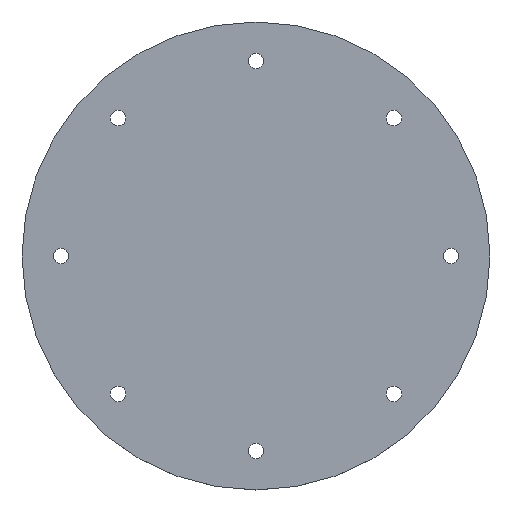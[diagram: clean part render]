
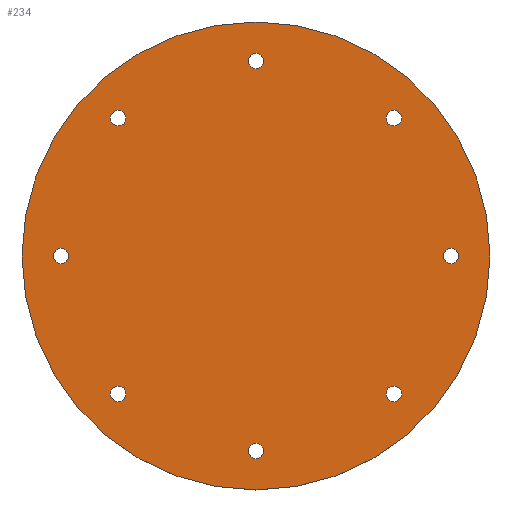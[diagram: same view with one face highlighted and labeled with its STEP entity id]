
A CAD part, top view. The second image highlights one B-rep face of the part: STEP entity #234.
In plain terms, the highlighted planar face has unit normal (0, 0, 1).
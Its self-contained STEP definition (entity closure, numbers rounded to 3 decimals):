
#15=FACE_BOUND('',#54,.T.);
#16=FACE_BOUND('',#55,.T.);
#17=FACE_BOUND('',#56,.T.);
#18=FACE_BOUND('',#57,.T.);
#19=FACE_BOUND('',#58,.T.);
#20=FACE_BOUND('',#59,.T.);
#21=FACE_BOUND('',#60,.T.);
#22=FACE_BOUND('',#61,.T.);
#31=PLANE('',#285);
#42=FACE_OUTER_BOUND('',#53,.T.);
#53=EDGE_LOOP('',(#196,#197));
#54=EDGE_LOOP('',(#198));
#55=EDGE_LOOP('',(#199));
#56=EDGE_LOOP('',(#200));
#57=EDGE_LOOP('',(#201));
#58=EDGE_LOOP('',(#202));
#59=EDGE_LOOP('',(#203));
#60=EDGE_LOOP('',(#204));
#61=EDGE_LOOP('',(#205));
#89=CIRCLE('',#257,2.);
#91=CIRCLE('',#260,2.);
#93=CIRCLE('',#263,2.);
#95=CIRCLE('',#266,2.);
#97=CIRCLE('',#269,2.);
#99=CIRCLE('',#272,2.);
#101=CIRCLE('',#275,2.);
#103=CIRCLE('',#278,2.);
#105=CIRCLE('',#281,60.);
#106=CIRCLE('',#282,60.);
#109=VERTEX_POINT('',#362);
#111=VERTEX_POINT('',#368);
#113=VERTEX_POINT('',#374);
#115=VERTEX_POINT('',#380);
#117=VERTEX_POINT('',#386);
#119=VERTEX_POINT('',#392);
#121=VERTEX_POINT('',#398);
#123=VERTEX_POINT('',#404);
#125=VERTEX_POINT('',#410);
#126=VERTEX_POINT('',#411);
#129=EDGE_CURVE('',#109,#109,#89,.T.);
#132=EDGE_CURVE('',#111,#111,#91,.T.);
#135=EDGE_CURVE('',#113,#113,#93,.T.);
#138=EDGE_CURVE('',#115,#115,#95,.T.);
#141=EDGE_CURVE('',#117,#117,#97,.T.);
#144=EDGE_CURVE('',#119,#119,#99,.T.);
#147=EDGE_CURVE('',#121,#121,#101,.T.);
#150=EDGE_CURVE('',#123,#123,#103,.T.);
#153=EDGE_CURVE('',#125,#126,#105,.T.);
#154=EDGE_CURVE('',#126,#125,#106,.T.);
#196=ORIENTED_EDGE('',*,*,#153,.T.);
#197=ORIENTED_EDGE('',*,*,#154,.T.);
#198=ORIENTED_EDGE('',*,*,#150,.T.);
#199=ORIENTED_EDGE('',*,*,#147,.T.);
#200=ORIENTED_EDGE('',*,*,#144,.T.);
#201=ORIENTED_EDGE('',*,*,#141,.T.);
#202=ORIENTED_EDGE('',*,*,#138,.T.);
#203=ORIENTED_EDGE('',*,*,#135,.T.);
#204=ORIENTED_EDGE('',*,*,#132,.T.);
#205=ORIENTED_EDGE('',*,*,#129,.T.);
#234=ADVANCED_FACE('',(#42,#15,#16,#17,#18,#19,#20,#21,#22),#31,.T.);
#257=AXIS2_PLACEMENT_3D('',#363,#291,#292);
#260=AXIS2_PLACEMENT_3D('',#369,#298,#299);
#263=AXIS2_PLACEMENT_3D('',#375,#305,#306);
#266=AXIS2_PLACEMENT_3D('',#381,#312,#313);
#269=AXIS2_PLACEMENT_3D('',#387,#319,#320);
#272=AXIS2_PLACEMENT_3D('',#393,#326,#327);
#275=AXIS2_PLACEMENT_3D('',#399,#333,#334);
#278=AXIS2_PLACEMENT_3D('',#405,#340,#341);
#281=AXIS2_PLACEMENT_3D('',#412,#347,#348);
#282=AXIS2_PLACEMENT_3D('',#413,#349,#350);
#285=AXIS2_PLACEMENT_3D('',#419,#356,#357);
#291=DIRECTION('center_axis',(0.,0.,-1.));
#292=DIRECTION('ref_axis',(-1.,0.,0.));
#298=DIRECTION('center_axis',(0.,0.,-1.));
#299=DIRECTION('ref_axis',(-1.,0.,0.));
#305=DIRECTION('center_axis',(0.,0.,-1.));
#306=DIRECTION('ref_axis',(-1.,0.,0.));
#312=DIRECTION('center_axis',(0.,0.,-1.));
#313=DIRECTION('ref_axis',(-1.,0.,0.));
#319=DIRECTION('center_axis',(0.,0.,-1.));
#320=DIRECTION('ref_axis',(-1.,0.,0.));
#326=DIRECTION('center_axis',(0.,0.,-1.));
#327=DIRECTION('ref_axis',(-1.,0.,0.));
#333=DIRECTION('center_axis',(0.,0.,-1.));
#334=DIRECTION('ref_axis',(-1.,0.,0.));
#340=DIRECTION('center_axis',(0.,0.,-1.));
#341=DIRECTION('ref_axis',(-1.,0.,0.));
#347=DIRECTION('center_axis',(0.,0.,1.));
#348=DIRECTION('ref_axis',(1.,0.,0.));
#349=DIRECTION('center_axis',(0.,0.,1.));
#350=DIRECTION('ref_axis',(1.,0.,0.));
#356=DIRECTION('center_axis',(0.,0.,1.));
#357=DIRECTION('ref_axis',(1.,0.,0.));
#362=CARTESIAN_POINT('',(2.,50.,4.));
#363=CARTESIAN_POINT('Origin',(0.,50.,4.));
#368=CARTESIAN_POINT('',(2.,-50.,4.));
#369=CARTESIAN_POINT('Origin',(0.,-50.,4.));
#374=CARTESIAN_POINT('',(-33.357,-35.354,4.));
#375=CARTESIAN_POINT('Origin',(-35.357,-35.354,4.));
#380=CARTESIAN_POINT('',(-48.,0.,4.));
#381=CARTESIAN_POINT('Origin',(-50.,0.,4.));
#386=CARTESIAN_POINT('',(-33.355,35.356,4.));
#387=CARTESIAN_POINT('Origin',(-35.355,35.356,4.));
#392=CARTESIAN_POINT('',(37.356,-35.355,4.));
#393=CARTESIAN_POINT('Origin',(35.356,-35.355,4.));
#398=CARTESIAN_POINT('',(37.356,35.355,4.));
#399=CARTESIAN_POINT('Origin',(35.356,35.355,4.));
#404=CARTESIAN_POINT('',(52.,0.,4.));
#405=CARTESIAN_POINT('Origin',(50.,0.,4.));
#410=CARTESIAN_POINT('',(60.,0.,4.));
#411=CARTESIAN_POINT('',(-60.,0.,4.));
#412=CARTESIAN_POINT('Origin',(0.,0.,4.));
#413=CARTESIAN_POINT('Origin',(0.,0.,4.));
#419=CARTESIAN_POINT('Origin',(0.,0.,4.));
